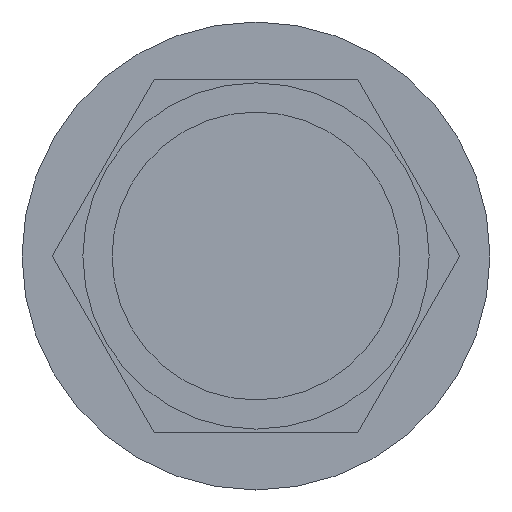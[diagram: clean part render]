
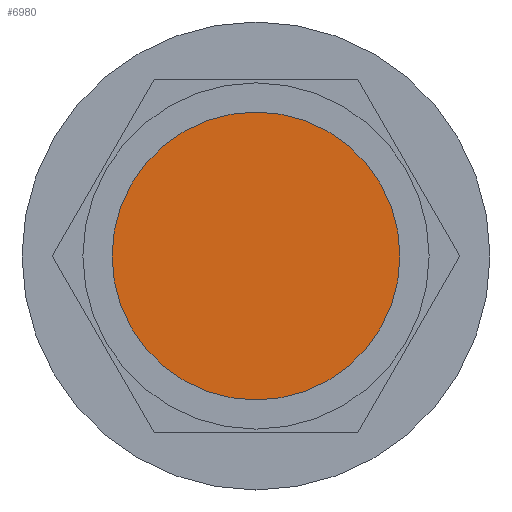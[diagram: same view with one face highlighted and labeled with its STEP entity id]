
A CAD part, left-side view. The second image highlights one B-rep face of the part: STEP entity #6980.
In plain terms, the highlighted face is planar.
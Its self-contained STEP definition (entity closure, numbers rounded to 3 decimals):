
#5960=CARTESIAN_POINT('',(-14681.378,2349.086,
0.));
#5970=VERTEX_POINT('',#5960);
#6050=CARTESIAN_POINT('',(-14681.378,2304.186,
0.));
#6060=VERTEX_POINT('',#6050);
#6090=CARTESIAN_POINT('',(-14681.378,2326.636,
0.));
#6100=DIRECTION('',(1.,0.,0.));
#6110=DIRECTION('',(0.,-1.,0.));
#6120=AXIS2_PLACEMENT_3D('',#6090,#6100,#6110);
#6130=CIRCLE('',#6120,22.45);
#6140=EDGE_CURVE('',#6060,#5970,#6130,.T.);
#6880=CARTESIAN_POINT('',(-14681.378,9306.251,
-6979.615));
#6890=DIRECTION('',(1.,0.,0.));
#6900=DIRECTION('',(0.,-1.,0.));
#6910=AXIS2_PLACEMENT_3D('',#6880,#6890,#6900);
#6920=PLANE('',#6910);
#6930=EDGE_CURVE('',#5970,#6060,#6130,.T.);
#6940=ORIENTED_EDGE('',*,*,#6930,.T.);
#6950=ORIENTED_EDGE('',*,*,#6140,.T.);
#6960=EDGE_LOOP('',(#6950,#6940));
#6970=FACE_OUTER_BOUND('',#6960,.T.);
#6980=ADVANCED_FACE('',(#6970),#6920,.T.);
